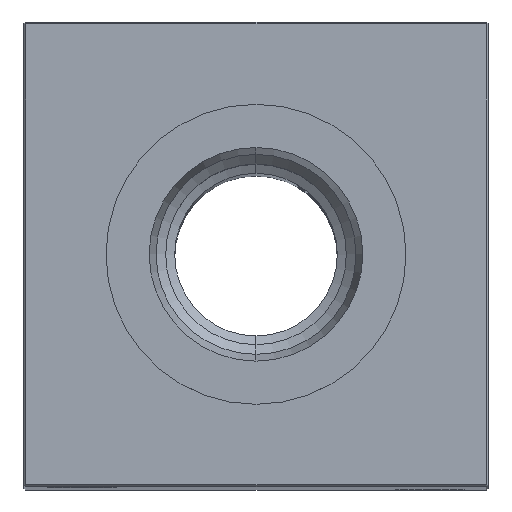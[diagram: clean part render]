
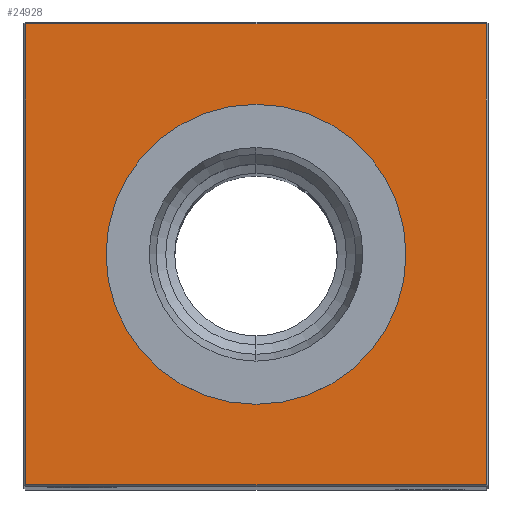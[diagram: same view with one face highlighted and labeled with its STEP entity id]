
A CAD part, top view. The second image highlights one B-rep face of the part: STEP entity #24928.
In plain terms, the highlighted planar face has unit normal (0, 0, 1).
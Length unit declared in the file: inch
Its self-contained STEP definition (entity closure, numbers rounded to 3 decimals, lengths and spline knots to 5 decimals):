
#304 = EDGE_CURVE ( 'NONE', #462, #3937, #2912, .T. ) ;
#462 = VERTEX_POINT ( 'NONE', #11390 ) ;
#796 = LINE ( 'NONE', #22690, #2607 ) ;
#800 = CARTESIAN_POINT ( 'NONE',  ( 0., 0., 10.5 ) ) ;
#1670 = DIRECTION ( 'NONE',  ( -1., 0., 0. ) ) ;
#1833 = AXIS2_PLACEMENT_3D ( 'NONE', #800, #18711, #12507 ) ;
#1857 = DIRECTION ( 'NONE',  ( 0., 0., -1. ) ) ;
#2304 = CIRCLE ( 'NONE', #22862, 0.80709 ) ;
#2607 = VECTOR ( 'NONE', #14691, 39.37008 ) ;
#2912 = LINE ( 'NONE', #10746, #20780 ) ;
#3407 = EDGE_CURVE ( 'NONE', #8474, #462, #796, .T. ) ;
#3504 = ORIENTED_EDGE ( 'NONE', *, *, #3407, .T. ) ;
#3937 = VERTEX_POINT ( 'NONE', #9844 ) ;
#4328 = ORIENTED_EDGE ( 'NONE', *, *, #9151, .T. ) ;
#5405 = EDGE_CURVE ( 'NONE', #18813, #17132, #2304, .T. ) ;
#5759 = LINE ( 'NONE', #8197, #23923 ) ;
#7082 = VERTEX_POINT ( 'NONE', #21619 ) ;
#7399 = ORIENTED_EDGE ( 'NONE', *, *, #304, .T. ) ;
#7636 = PLANE ( 'NONE',  #18276 ) ;
#8197 = CARTESIAN_POINT ( 'NONE',  ( -1.24, 0., 10.5 ) ) ;
#8474 = VERTEX_POINT ( 'NONE', #8801 ) ;
#8801 = CARTESIAN_POINT ( 'NONE',  ( -1.24, -1.24, 10.5 ) ) ;
#8817 = DIRECTION ( 'NONE',  ( 0., 1., 0. ) ) ;
#9122 = LINE ( 'NONE', #17002, #12997 ) ;
#9151 = EDGE_CURVE ( 'NONE', #3937, #7082, #9122, .T. ) ;
#9844 = CARTESIAN_POINT ( 'NONE',  ( 1.24, 1.24, 10.5 ) ) ;
#10448 = EDGE_LOOP ( 'NONE', ( #24941, #3504, #7399, #4328 ) ) ;
#10746 = CARTESIAN_POINT ( 'NONE',  ( 1.24, 0., 10.5 ) ) ;
#11390 = CARTESIAN_POINT ( 'NONE',  ( 1.24, -1.24, 10.5 ) ) ;
#11494 = CARTESIAN_POINT ( 'NONE',  ( 0., 0., 10.5 ) ) ;
#12226 = CARTESIAN_POINT ( 'NONE',  ( 0., -0.80709, 10.5 ) ) ;
#12507 = DIRECTION ( 'NONE',  ( -1., 0., 0. ) ) ;
#12997 = VECTOR ( 'NONE', #1670, 39.37008 ) ;
#13554 = FACE_OUTER_BOUND ( 'NONE', #10448, .T. ) ;
#13591 = EDGE_CURVE ( 'NONE', #7082, #8474, #5759, .T. ) ;
#13602 = CARTESIAN_POINT ( 'NONE',  ( 0., 0.80709, 10.5 ) ) ;
#13988 = ORIENTED_EDGE ( 'NONE', *, *, #5405, .T. ) ;
#14691 = DIRECTION ( 'NONE',  ( 1., 0., 0. ) ) ;
#14973 = ORIENTED_EDGE ( 'NONE', *, *, #25041, .T. ) ;
#16061 = DIRECTION ( 'NONE',  ( 0., -1., 0. ) ) ;
#17002 = CARTESIAN_POINT ( 'NONE',  ( 0., 1.24, 10.5 ) ) ;
#17132 = VERTEX_POINT ( 'NONE', #12226 ) ;
#17324 = CARTESIAN_POINT ( 'NONE',  ( 0., 0., 10.5 ) ) ;
#18276 = AXIS2_PLACEMENT_3D ( 'NONE', #11494, #1857, #21191 ) ;
#18711 = DIRECTION ( 'NONE',  ( 0., 0., -1. ) ) ;
#18813 = VERTEX_POINT ( 'NONE', #13602 ) ;
#19265 = DIRECTION ( 'NONE',  ( -1., 0., 0. ) ) ;
#20780 = VECTOR ( 'NONE', #8817, 39.37008 ) ;
#21058 = FACE_BOUND ( 'NONE', #22828, .T. ) ;
#21191 = DIRECTION ( 'NONE',  ( -1., 0., 0. ) ) ;
#21564 = CIRCLE ( 'NONE', #1833, 0.80709 ) ;
#21619 = CARTESIAN_POINT ( 'NONE',  ( -1.24, 1.24, 10.5 ) ) ;
#22690 = CARTESIAN_POINT ( 'NONE',  ( 0., -1.24, 10.5 ) ) ;
#22828 = EDGE_LOOP ( 'NONE', ( #13988, #14973 ) ) ;
#22862 = AXIS2_PLACEMENT_3D ( 'NONE', #17324, #25329, #19265 ) ;
#23923 = VECTOR ( 'NONE', #16061, 39.37008 ) ;
#24928 = ADVANCED_FACE ( 'NONE', ( #13554, #21058 ), #7636, .F. ) ;
#24941 = ORIENTED_EDGE ( 'NONE', *, *, #13591, .T. ) ;
#25041 = EDGE_CURVE ( 'NONE', #17132, #18813, #21564, .T. ) ;
#25329 = DIRECTION ( 'NONE',  ( 0., 0., -1. ) ) ;
